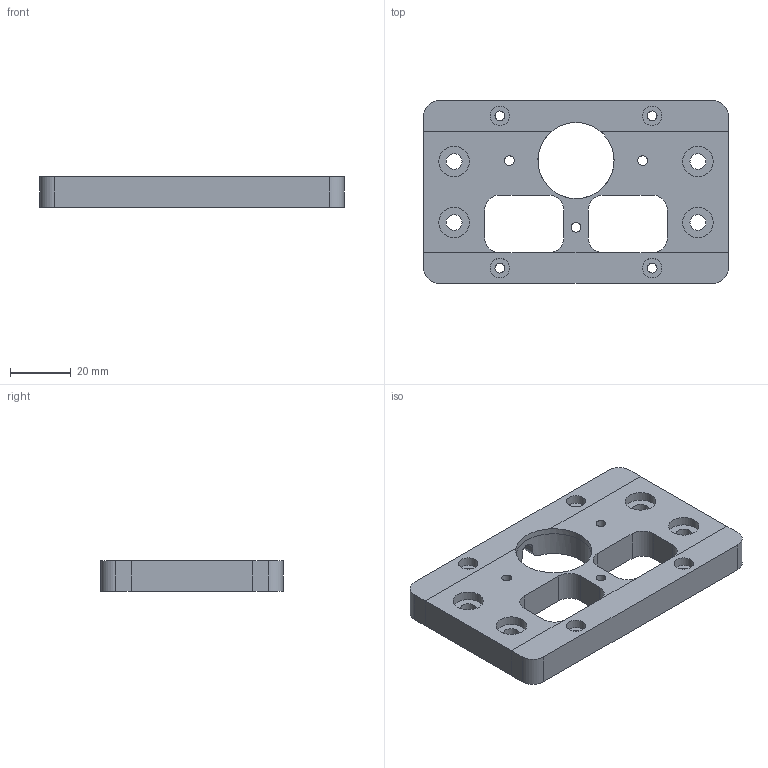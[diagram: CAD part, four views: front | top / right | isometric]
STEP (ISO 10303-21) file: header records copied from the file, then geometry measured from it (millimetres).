
FILE_DESCRIPTION(('FreeCAD Model'),'2;1');
FILE_NAME('Open CASCADE Shape Model','2022-02-10T14:17:03',('Author'),( ''),'Open CASCADE STEP processor 7.5','FreeCAD','Unknown');
FILE_SCHEMA(('AUTOMOTIVE_DESIGN { 1 0 10303 214 1 1 1 1 }'));
Length unit declared in the file: millimetre
Products named in the file (1): TopPlate003
Bounding box: 100 x 60 x 10 mm (x, y, z)
Volume: 42509.7 mm3; surface area: 16117.9 mm2
Topology: 1 solids, 1 shells, 77 faces, 193 edges, 123 vertices
Faces by surface type: cylinder 40, plane 37
Full cylindrical faces by diameter (mm): 3.2 x7, 5.2 x4, 6.4 x7, 10 x4, 25 x2
Entity records: 5084 total; most frequent: CARTESIAN_POINT 1045, DIRECTION 782, LINE 396, VECTOR 396, ORIENTED_EDGE 386, PCURVE 386, DEFINITIONAL_REPRESENTATION 386, EDGE_CURVE 193
